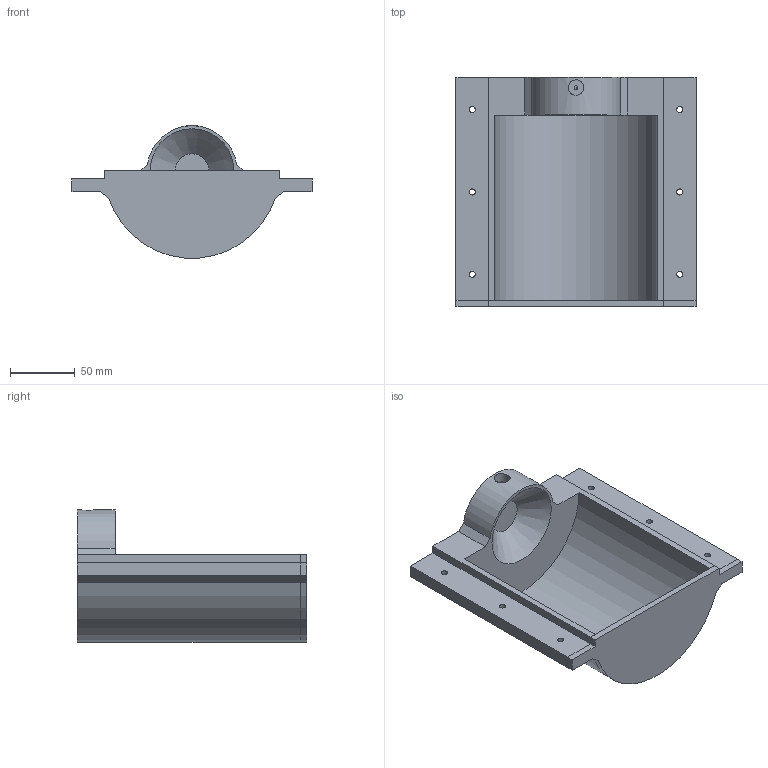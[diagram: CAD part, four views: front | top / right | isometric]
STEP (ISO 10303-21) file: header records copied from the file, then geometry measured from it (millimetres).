
FILE_DESCRIPTION(/* description */ (''),/* implementation_level */ '2;1');
FILE_NAME(/* name */ 'Reactor Receptacle.stp',/* time_stamp */ '2023-07-16T18:30:19-06:00',/* author */ ('torban'),/* organization */ (''),/* preprocessor_version */ 'ST-DEVELOPER v19.2',/* originating_system */ 'Autodesk Inventor 2024',/* authorisation */ '');
FILE_SCHEMA (('AUTOMOTIVE_DESIGN { 1 0 10303 214 3 1 1 }'));
Length unit declared in the file: millimetre
Products named in the file (1): Reactor Receptacle
Bounding box: 185.5 x 177.35 x 102.48 mm (x, y, z)
Volume: 511031.7 mm3; surface area: 131406.8 mm2
Topology: 3 solids, 3 shells, 56 faces, 146 edges, 96 vertices
Faces by surface type: plane 41, cylinder 14, cone 1
Full cylindrical faces by diameter (mm): 3 x1, 4.69 x6, 12 x1, 26 x2
Entity records: 1852 total; most frequent: CARTESIAN_POINT 335, ORIENTED_EDGE 292, DIRECTION 292, EDGE_CURVE 146, LINE 108, VECTOR 108, VERTEX_POINT 96, AXIS2_PLACEMENT_3D 92
